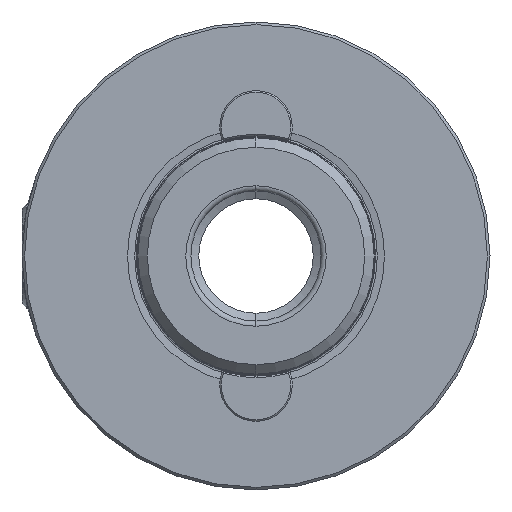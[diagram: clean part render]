
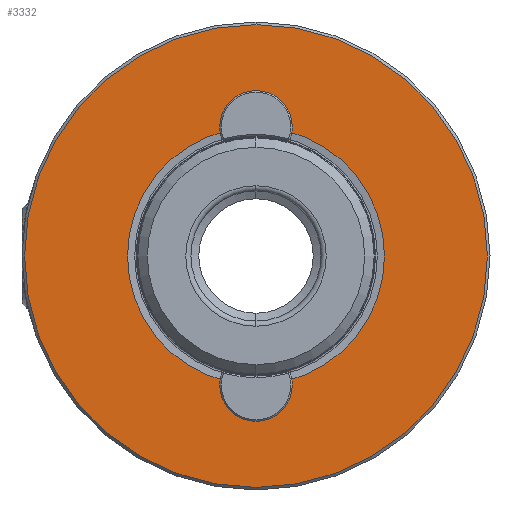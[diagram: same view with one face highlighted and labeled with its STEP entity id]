
A CAD part, left-side view. The second image highlights one B-rep face of the part: STEP entity #3332.
In plain terms, the highlighted planar face has unit normal (-1, 0, 0).
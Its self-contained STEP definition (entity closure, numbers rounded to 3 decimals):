
#24 = AXIS2_PLACEMENT_3D ( 'NONE', #3627, #3156, #2721 ) ;
#117 = ORIENTED_EDGE ( 'NONE', *, *, #2949, .F. ) ;
#190 = CIRCLE ( 'NONE', #3400, 3.5 ) ;
#643 = EDGE_CURVE ( 'NONE', #4792, #1365, #5715, .T. ) ;
#656 = VERTEX_POINT ( 'NONE', #2761 ) ;
#742 = CIRCLE ( 'NONE', #2715, 24.715 ) ;
#898 = AXIS2_PLACEMENT_3D ( 'NONE', #2646, #3003, #2616 ) ;
#942 = CIRCLE ( 'NONE', #3204, 24.715 ) ;
#974 = CARTESIAN_POINT ( 'NONE',  ( 0., 1.135, 24.689 ) ) ;
#1049 = EDGE_CURVE ( 'NONE', #4518, #3520, #190, .T. ) ;
#1365 = VERTEX_POINT ( 'NONE', #4271 ) ;
#1392 = CARTESIAN_POINT ( 'NONE',  ( 0., 0., -44.5 ) ) ;
#1393 = AXIS2_PLACEMENT_3D ( 'NONE', #4950, #4978, #4922 ) ;
#1691 = AXIS2_PLACEMENT_3D ( 'NONE', #2956, #3026, #3071 ) ;
#1955 = CIRCLE ( 'NONE', #4838, 44.5 ) ;
#2196 = VERTEX_POINT ( 'NONE', #2439 ) ;
#2321 = EDGE_LOOP ( 'NONE', ( #117, #4688 ) ) ;
#2367 = CIRCLE ( 'NONE', #24, 44.5 ) ;
#2439 = CARTESIAN_POINT ( 'NONE',  ( 0., 1.135, -24.689 ) ) ;
#2440 = FACE_BOUND ( 'NONE', #5725, .T. ) ;
#2481 = VERTEX_POINT ( 'NONE', #974 ) ;
#2616 = DIRECTION ( 'NONE',  ( 0., 0., 1. ) ) ;
#2646 = CARTESIAN_POINT ( 'NONE',  ( 0., 0., -28. ) ) ;
#2715 = AXIS2_PLACEMENT_3D ( 'NONE', #5639, #5623, #5615 ) ;
#2721 = DIRECTION ( 'NONE',  ( 0., 0., -1. ) ) ;
#2761 = CARTESIAN_POINT ( 'NONE',  ( 0., 0., 44.5 ) ) ;
#2904 = VERTEX_POINT ( 'NONE', #1392 ) ;
#2949 = EDGE_CURVE ( 'NONE', #2904, #656, #2367, .T. ) ;
#2956 = CARTESIAN_POINT ( 'NONE',  ( 0., 0., 28. ) ) ;
#2983 = EDGE_CURVE ( 'NONE', #2196, #4518, #4642, .T. ) ;
#3003 = DIRECTION ( 'NONE',  ( -1., 0., 0. ) ) ;
#3026 = DIRECTION ( 'NONE',  ( -1., 0., 0. ) ) ;
#3071 = DIRECTION ( 'NONE',  ( 0., 0., 1. ) ) ;
#3092 = EDGE_CURVE ( 'NONE', #2481, #2196, #742, .T. ) ;
#3129 = CARTESIAN_POINT ( 'NONE',  ( 0., 0., -28. ) ) ;
#3147 = DIRECTION ( 'NONE',  ( -1., 0., 0. ) ) ;
#3156 = DIRECTION ( 'NONE',  ( 1., 0., 0. ) ) ;
#3204 = AXIS2_PLACEMENT_3D ( 'NONE', #4215, #4212, #4196 ) ;
#3208 = EDGE_CURVE ( 'NONE', #1365, #2481, #4071, .T. ) ;
#3254 = EDGE_CURVE ( 'NONE', #656, #2904, #1955, .T. ) ;
#3332 = ADVANCED_FACE ( 'NONE', ( #2440, #3644 ), #4963, .F. ) ;
#3384 = DIRECTION ( 'NONE',  ( 0., 0., 1. ) ) ;
#3400 = AXIS2_PLACEMENT_3D ( 'NONE', #3129, #3147, #3384 ) ;
#3463 = EDGE_CURVE ( 'NONE', #3520, #4792, #942, .T. ) ;
#3520 = VERTEX_POINT ( 'NONE', #3988 ) ;
#3627 = CARTESIAN_POINT ( 'NONE',  ( 0., 0., 0. ) ) ;
#3637 = AXIS2_PLACEMENT_3D ( 'NONE', #5380, #5375, #5369 ) ;
#3644 = FACE_OUTER_BOUND ( 'NONE', #2321, .T. ) ;
#3975 = ORIENTED_EDGE ( 'NONE', *, *, #643, .F. ) ;
#3988 = CARTESIAN_POINT ( 'NONE',  ( 0., -1.135, -24.689 ) ) ;
#4058 = ORIENTED_EDGE ( 'NONE', *, *, #3463, .F. ) ;
#4071 = CIRCLE ( 'NONE', #3637, 3.5 ) ;
#4196 = DIRECTION ( 'NONE',  ( 0., 0., 1. ) ) ;
#4209 = CARTESIAN_POINT ( 'NONE',  ( 0., -1.135, 24.689 ) ) ;
#4212 = DIRECTION ( 'NONE',  ( -1., 0., 0. ) ) ;
#4215 = CARTESIAN_POINT ( 'NONE',  ( 0., 0., 0. ) ) ;
#4258 = ORIENTED_EDGE ( 'NONE', *, *, #1049, .F. ) ;
#4271 = CARTESIAN_POINT ( 'NONE',  ( 0., 0., 31.5 ) ) ;
#4466 = ORIENTED_EDGE ( 'NONE', *, *, #2983, .F. ) ;
#4518 = VERTEX_POINT ( 'NONE', #5373 ) ;
#4617 = ORIENTED_EDGE ( 'NONE', *, *, #3092, .F. ) ;
#4642 = CIRCLE ( 'NONE', #898, 3.5 ) ;
#4688 = ORIENTED_EDGE ( 'NONE', *, *, #3254, .F. ) ;
#4792 = VERTEX_POINT ( 'NONE', #4209 ) ;
#4838 = AXIS2_PLACEMENT_3D ( 'NONE', #5212, #5193, #5168 ) ;
#4922 = DIRECTION ( 'NONE',  ( 0., 0., -1. ) ) ;
#4950 = CARTESIAN_POINT ( 'NONE',  ( 0., 0., -24.715 ) ) ;
#4960 = ORIENTED_EDGE ( 'NONE', *, *, #3208, .F. ) ;
#4963 = PLANE ( 'NONE',  #1393 ) ;
#4978 = DIRECTION ( 'NONE',  ( 1., 0., 0. ) ) ;
#5168 = DIRECTION ( 'NONE',  ( 0., 0., -1. ) ) ;
#5193 = DIRECTION ( 'NONE',  ( 1., 0., 0. ) ) ;
#5212 = CARTESIAN_POINT ( 'NONE',  ( 0., 0., 0. ) ) ;
#5369 = DIRECTION ( 'NONE',  ( 0., 0., 1. ) ) ;
#5373 = CARTESIAN_POINT ( 'NONE',  ( 0., 0., -31.5 ) ) ;
#5375 = DIRECTION ( 'NONE',  ( -1., 0., 0. ) ) ;
#5380 = CARTESIAN_POINT ( 'NONE',  ( 0., 0., 28. ) ) ;
#5615 = DIRECTION ( 'NONE',  ( 0., 0., 1. ) ) ;
#5623 = DIRECTION ( 'NONE',  ( -1., 0., 0. ) ) ;
#5639 = CARTESIAN_POINT ( 'NONE',  ( 0., 0., 0. ) ) ;
#5715 = CIRCLE ( 'NONE', #1691, 3.5 ) ;
#5725 = EDGE_LOOP ( 'NONE', ( #3975, #4058, #4258, #4466, #4617, #4960 ) ) ;
